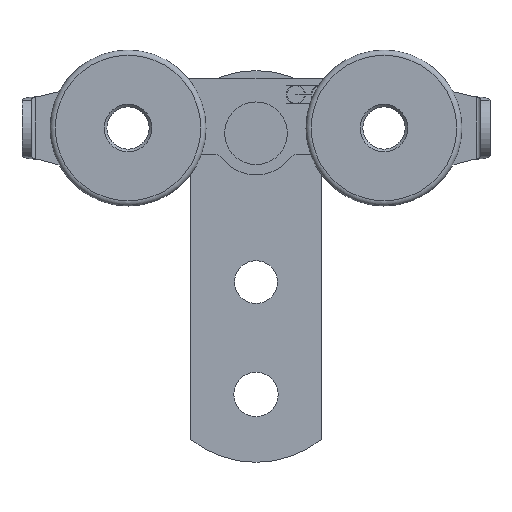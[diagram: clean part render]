
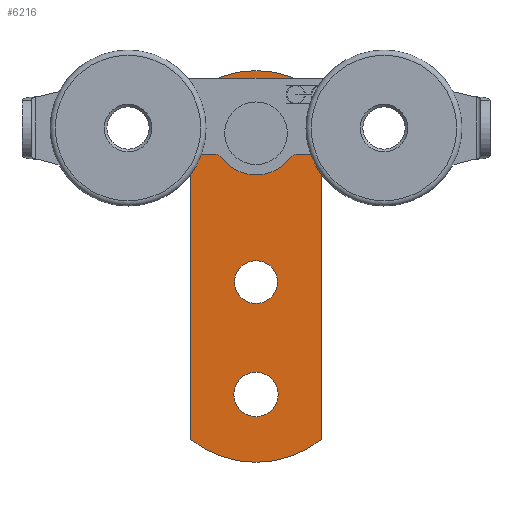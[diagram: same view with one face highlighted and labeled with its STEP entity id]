
A CAD part, front view. The second image highlights one B-rep face of the part: STEP entity #6216.
In plain terms, the highlighted face is planar.
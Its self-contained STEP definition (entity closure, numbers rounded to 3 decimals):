
#426=FACE_BOUND('',#1167,.T.);
#427=FACE_BOUND('',#1168,.T.);
#428=FACE_BOUND('',#1169,.T.);
#773=FACE_OUTER_BOUND('',#1166,.T.);
#1166=EDGE_LOOP('',(#5664,#5665,#5666,#5667));
#1167=EDGE_LOOP('',(#5668));
#1168=EDGE_LOOP('',(#5669));
#1169=EDGE_LOOP('',(#5670));
#1744=LINE('',#13260,#2299);
#1749=LINE('',#13274,#2304);
#2299=VECTOR('',#8241,66.095);
#2304=VECTOR('',#8254,66.095);
#2461=CIRCLE('',#6696,4.25);
#2463=CIRCLE('',#6699,5.1);
#2465=CIRCLE('',#6702,4.1);
#2467=CIRCLE('',#6706,19.552);
#2469=CIRCLE('',#6710,20.);
#3035=VERTEX_POINT('',#13243);
#3037=VERTEX_POINT('',#13248);
#3039=VERTEX_POINT('',#13253);
#3041=VERTEX_POINT('',#13258);
#3042=VERTEX_POINT('',#13259);
#3045=VERTEX_POINT('',#13267);
#3047=VERTEX_POINT('',#13273);
#3910=EDGE_CURVE('',#3035,#3035,#2461,.T.);
#3912=EDGE_CURVE('',#3037,#3037,#2463,.T.);
#3914=EDGE_CURVE('',#3039,#3039,#2465,.T.);
#3916=EDGE_CURVE('',#3041,#3042,#1744,.T.);
#3920=EDGE_CURVE('',#3042,#3045,#2467,.T.);
#3923=EDGE_CURVE('',#3045,#3047,#1749,.T.);
#3926=EDGE_CURVE('',#3047,#3041,#2469,.T.);
#5664=ORIENTED_EDGE('',*,*,#3916,.F.);
#5665=ORIENTED_EDGE('',*,*,#3926,.F.);
#5666=ORIENTED_EDGE('',*,*,#3923,.F.);
#5667=ORIENTED_EDGE('',*,*,#3920,.F.);
#5668=ORIENTED_EDGE('',*,*,#3910,.T.);
#5669=ORIENTED_EDGE('',*,*,#3912,.T.);
#5670=ORIENTED_EDGE('',*,*,#3914,.T.);
#5865=PLANE('',#6713);
#6216=ADVANCED_FACE('',(#773,#426,#427,#428),#5865,.T.);
#6696=AXIS2_PLACEMENT_3D('',#13244,#8223,#8224);
#6699=AXIS2_PLACEMENT_3D('',#13249,#8229,#8230);
#6702=AXIS2_PLACEMENT_3D('',#13254,#8235,#8236);
#6706=AXIS2_PLACEMENT_3D('',#13268,#8247,#8248);
#6710=AXIS2_PLACEMENT_3D('',#13279,#8259,#8260);
#6713=AXIS2_PLACEMENT_3D('',#13282,#8265,#8266);
#8223=DIRECTION('center_axis',(0.,0.,-1.));
#8224=DIRECTION('ref_axis',(-1.,0.,0.));
#8229=DIRECTION('center_axis',(0.,0.,-1.));
#8230=DIRECTION('ref_axis',(-1.,0.,0.));
#8235=DIRECTION('center_axis',(0.,0.,-1.));
#8236=DIRECTION('ref_axis',(-1.,0.,0.));
#8241=DIRECTION('',(0.,1.,0.));
#8247=DIRECTION('center_axis',(0.,0.,-1.));
#8248=DIRECTION('ref_axis',(0.639,0.769,0.));
#8254=DIRECTION('',(0.,-1.,0.));
#8259=DIRECTION('center_axis',(0.,0.,-1.));
#8260=DIRECTION('ref_axis',(-0.625,-0.781,0.));
#8265=DIRECTION('center_axis',(0.,0.,1.));
#8266=DIRECTION('ref_axis',(1.,0.,0.));
#13243=CARTESIAN_POINT('',(105.25,139.518,3.));
#13244=CARTESIAN_POINT('Origin',(101.,139.518,3.));
#13248=CARTESIAN_POINT('',(106.1,189.518,3.));
#13249=CARTESIAN_POINT('Origin',(101.,189.518,3.));
#13253=CARTESIAN_POINT('',(105.1,161.018,3.));
#13254=CARTESIAN_POINT('Origin',(101.,161.018,3.));
#13258=CARTESIAN_POINT('',(88.5,130.905,3.));
#13259=CARTESIAN_POINT('',(88.5,197.,3.));
#13260=CARTESIAN_POINT('',(88.5,197.,3.));
#13267=CARTESIAN_POINT('',(113.5,197.,3.));
#13268=CARTESIAN_POINT('Origin',(101.,181.965,3.));
#13273=CARTESIAN_POINT('',(113.5,130.905,3.));
#13274=CARTESIAN_POINT('',(113.5,130.905,3.));
#13279=CARTESIAN_POINT('Origin',(101.,146.518,3.));
#13282=CARTESIAN_POINT('Origin',(101.,163.986,3.));
